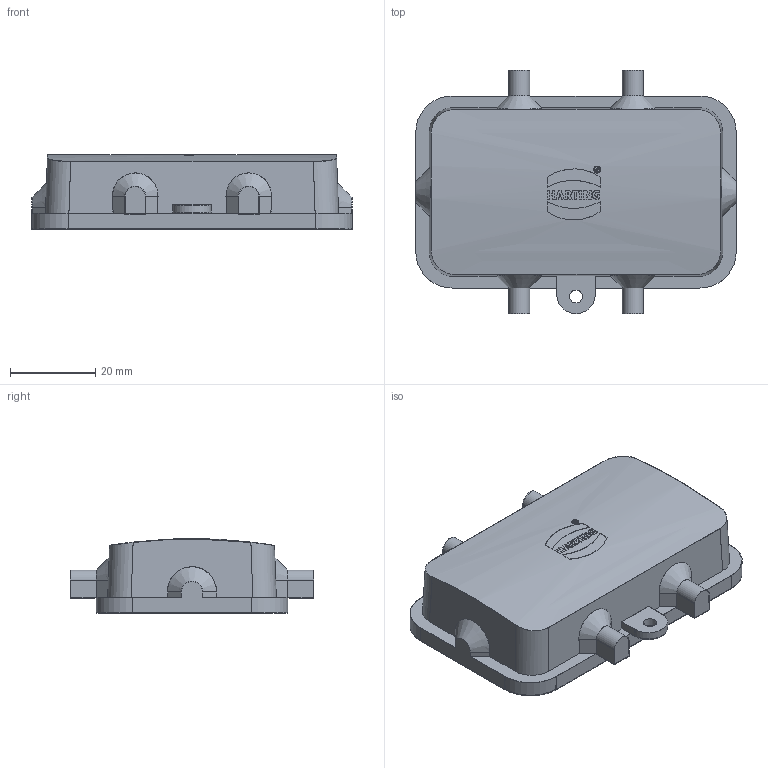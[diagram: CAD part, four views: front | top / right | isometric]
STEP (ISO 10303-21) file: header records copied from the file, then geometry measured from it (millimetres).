
FILE_DESCRIPTION(/* description */ (''),/* implementation_level */ '2;1');
FILE_NAME(/* name */ '100094771ugm000_c.stp',/* time_stamp */ '2019-10-28T13:53:04+01:00',/* author */ (''),/* organization */ (''),/* preprocessor_version */ 'ST-DEVELOPER v16.7',/* originating_system */ 'SIEMENS PLM Software NX 12.0',/* authorisation */ '');
FILE_SCHEMA (('AUTOMOTIVE_DESIGN { 1 0 10303 214 3 1 1 1 }'));
Length unit declared in the file: millimetre
Products named in the file (1): 100094771ugm000_c
Bounding box: 75.1 x 57 x 17.5 mm (x, y, z)
Volume: 23622.4 mm3; surface area: 27073 mm2
Topology: 2 solids, 2 shells, 310 faces, 903 edges, 705 vertices
Faces by surface type: plane 207, cylinder 73, bspline 16, cone 12, extrusion 2
Full cylindrical faces by diameter (mm): 1.366 x1, 1.615 x1, 3 x1, 3.2 x1
Entity records: 13476 total; most frequent: CARTESIAN_POINT 3692, ORIENTED_EDGE 1622, DIRECTION 1590, EDGE_CURVE 811, VECTOR 628, LINE 626, VERTEX_POINT 530, AXIS2_PLACEMENT_3D 481
